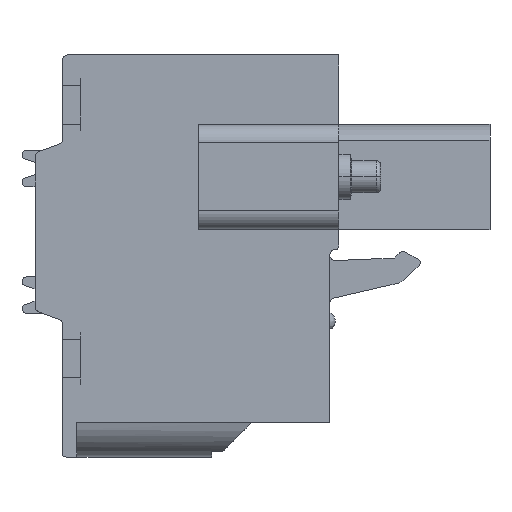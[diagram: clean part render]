
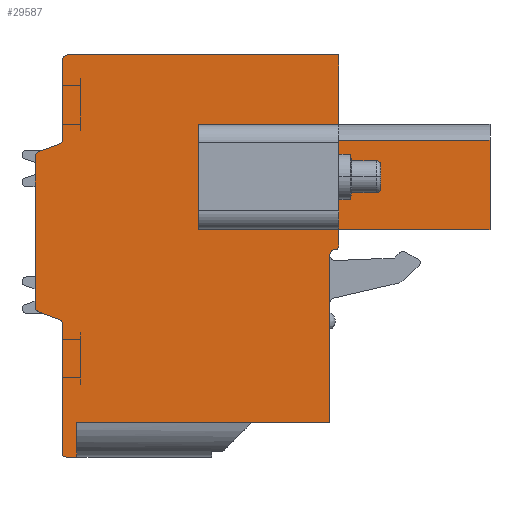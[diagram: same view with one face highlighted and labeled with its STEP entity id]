
A CAD part, front view. The second image highlights one B-rep face of the part: STEP entity #29587.
In plain terms, the highlighted planar face has unit normal (0, -1, 0).
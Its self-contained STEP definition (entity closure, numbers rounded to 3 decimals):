
#480=DIRECTION('',(-1.,0.,0.));
#481=VECTOR('',#480,6.3);
#482=CARTESIAN_POINT('',(2.781,-121.82,1.9));
#483=LINE('',#482,#481);
#484=DIRECTION('',(1.,0.,0.));
#485=VECTOR('',#484,6.3);
#486=CARTESIAN_POINT('',(-3.519,-121.82,7.65));
#487=LINE('',#486,#485);
#488=DIRECTION('',(0.,0.,1.));
#489=VECTOR('',#488,5.75);
#490=CARTESIAN_POINT('',(-3.519,-121.82,1.9));
#491=LINE('',#490,#489);
#492=DIRECTION('',(0.,0.,-1.));
#493=VECTOR('',#492,4.7);
#494=CARTESIAN_POINT('',(4.181,-121.82,11.475));
#495=LINE('',#494,#493);
#496=DIRECTION('',(-1.,0.,0.));
#497=VECTOR('',#496,8.3);
#498=CARTESIAN_POINT('',(12.481,-121.82,6.775));
#499=LINE('',#498,#497);
#500=DIRECTION('',(0.,0.,-1.));
#501=VECTOR('',#500,4.9);
#502=CARTESIAN_POINT('',(12.481,-121.82,6.775));
#503=LINE('',#502,#501);
#504=DIRECTION('',(-1.,0.,0.));
#505=VECTOR('',#504,8.3);
#506=CARTESIAN_POINT('',(12.481,-121.82,1.875));
#507=LINE('',#506,#505);
#508=DIRECTION('',(0.,0.,-1.));
#509=VECTOR('',#508,0.901);
#510=CARTESIAN_POINT('',(4.181,-121.82,1.875));
#511=LINE('',#510,#509);
#512=CARTESIAN_POINT('',(3.981,-121.82,0.974));
#513=DIRECTION('',(0.,1.,0.));
#514=DIRECTION('',(1.,0.,0.));
#515=AXIS2_PLACEMENT_3D('',#512,#513,#514);
#517=CARTESIAN_POINT('',(3.981,-121.82,0.474));
#518=DIRECTION('',(0.,-1.,0.));
#519=DIRECTION('',(0.,0.,1.));
#520=AXIS2_PLACEMENT_3D('',#517,#518,#519);
#522=DIRECTION('',(-1.,0.,0.));
#523=VECTOR('',#522,13.9);
#524=CARTESIAN_POINT('',(3.681,-121.82,-8.725));
#525=LINE('',#524,#523);
#526=DIRECTION('',(0.,0.,-1.));
#527=VECTOR('',#526,1.9);
#528=CARTESIAN_POINT('',(-10.219,-121.82,-8.725));
#529=LINE('',#528,#527);
#530=DIRECTION('',(-1.,0.,0.));
#531=VECTOR('',#530,0.6);
#532=CARTESIAN_POINT('',(-10.219,-121.82,-10.625));
#533=LINE('',#532,#531);
#534=CARTESIAN_POINT('',(-10.819,-121.82,-10.425));
#535=DIRECTION('',(0.,1.,0.));
#536=DIRECTION('',(0.,0.,-1.));
#537=AXIS2_PLACEMENT_3D('',#534,#535,#536);
#539=DIRECTION('',(0.,0.,1.));
#540=VECTOR('',#539,7.095);
#541=CARTESIAN_POINT('',(-11.019,-121.82,-10.425));
#542=LINE('',#541,#540);
#543=CARTESIAN_POINT('',(-11.319,-121.82,-3.33));
#544=DIRECTION('',(0.,-1.,0.));
#545=DIRECTION('',(1.,0.,0.));
#546=AXIS2_PLACEMENT_3D('',#543,#544,#545);
#548=DIRECTION('',(-0.94,0.,0.342));
#549=VECTOR('',#548,1.176);
#550=CARTESIAN_POINT('',(-11.216,-121.82,-3.048));
#551=LINE('',#550,#549);
#552=CARTESIAN_POINT('',(-12.219,-121.82,-2.364));
#553=DIRECTION('',(0.,1.,0.));
#554=DIRECTION('',(-0.342,0.,-0.94));
#555=AXIS2_PLACEMENT_3D('',#552,#553,#554);
#557=DIRECTION('',(0.,0.,1.));
#558=VECTOR('',#557,8.238);
#559=CARTESIAN_POINT('',(-12.519,-121.82,-2.364));
#560=LINE('',#559,#558);
#561=CARTESIAN_POINT('',(-12.219,-121.82,5.874));
#562=DIRECTION('',(0.,1.,0.));
#563=DIRECTION('',(-1.,0.,0.));
#564=AXIS2_PLACEMENT_3D('',#561,#562,#563);
#566=DIRECTION('',(0.94,0.,0.342));
#567=VECTOR('',#566,1.176);
#568=CARTESIAN_POINT('',(-12.321,-121.82,6.156));
#569=LINE('',#568,#567);
#570=CARTESIAN_POINT('',(-11.319,-121.82,6.84));
#571=DIRECTION('',(0.,-1.,0.));
#572=DIRECTION('',(0.342,0.,-0.94));
#573=AXIS2_PLACEMENT_3D('',#570,#571,#572);
#575=DIRECTION('',(0.,0.,1.));
#576=VECTOR('',#575,4.335);
#577=CARTESIAN_POINT('',(-11.019,-121.82,6.84));
#578=LINE('',#577,#576);
#579=CARTESIAN_POINT('',(-10.719,-121.82,11.175));
#580=DIRECTION('',(0.,1.,0.));
#581=DIRECTION('',(-1.,0.,0.));
#582=AXIS2_PLACEMENT_3D('',#579,#580,#581);
#584=DIRECTION('',(1.,0.,0.));
#585=VECTOR('',#584,14.9);
#586=CARTESIAN_POINT('',(-10.719,-121.82,11.475));
#587=LINE('',#586,#585);
#742=DIRECTION('',(0.,0.,1.));
#743=VECTOR('',#742,5.75);
#744=CARTESIAN_POINT('',(2.781,-121.82,1.9));
#745=LINE('',#744,#743);
#5049=DIRECTION('',(0.,0.,1.));
#5050=VECTOR('',#5049,9.199);
#5051=CARTESIAN_POINT('',(3.681,-121.82,-8.725));
#5052=LINE('',#5051,#5050);
#22459=CARTESIAN_POINT('',(-12.519,-121.82,-2.364));
#22460=CARTESIAN_POINT('',(-12.519,-121.82,5.874));
#22461=VERTEX_POINT('',#22459);
#22462=VERTEX_POINT('',#22460);
#22463=CARTESIAN_POINT('',(-12.321,-121.82,6.156));
#22464=VERTEX_POINT('',#22463);
#22465=CARTESIAN_POINT('',(-11.216,-121.82,6.558));
#22466=VERTEX_POINT('',#22465);
#22467=CARTESIAN_POINT('',(-11.019,-121.82,6.84));
#22468=VERTEX_POINT('',#22467);
#22469=CARTESIAN_POINT('',(-11.019,-121.82,11.175));
#22470=VERTEX_POINT('',#22469);
#22471=CARTESIAN_POINT('',(-10.719,-121.82,11.475));
#22472=VERTEX_POINT('',#22471);
#22473=CARTESIAN_POINT('',(4.181,-121.82,11.475));
#22474=VERTEX_POINT('',#22473);
#22475=CARTESIAN_POINT('',(3.681,-121.82,-8.725));
#22476=CARTESIAN_POINT('',(-10.219,-121.82,-8.725));
#22477=VERTEX_POINT('',#22475);
#22478=VERTEX_POINT('',#22476);
#22479=CARTESIAN_POINT('',(-10.219,-121.82,-10.625));
#22480=VERTEX_POINT('',#22479);
#22481=CARTESIAN_POINT('',(-10.819,-121.82,-10.625));
#22482=VERTEX_POINT('',#22481);
#22483=CARTESIAN_POINT('',(-11.019,-121.82,-10.425));
#22484=VERTEX_POINT('',#22483);
#22485=CARTESIAN_POINT('',(-11.019,-121.82,-3.33));
#22486=VERTEX_POINT('',#22485);
#22487=CARTESIAN_POINT('',(-11.216,-121.82,-3.048));
#22488=VERTEX_POINT('',#22487);
#22489=CARTESIAN_POINT('',(-12.321,-121.82,-2.646));
#22490=VERTEX_POINT('',#22489);
#22501=CARTESIAN_POINT('',(4.181,-121.82,0.974));
#22502=CARTESIAN_POINT('',(3.981,-121.82,0.774));
#22503=VERTEX_POINT('',#22501);
#22504=VERTEX_POINT('',#22502);
#22505=CARTESIAN_POINT('',(4.181,-121.82,1.875));
#22506=VERTEX_POINT('',#22505);
#22507=CARTESIAN_POINT('',(3.681,-121.82,0.474));
#22508=VERTEX_POINT('',#22507);
#22509=CARTESIAN_POINT('',(12.481,-121.82,1.875));
#22510=VERTEX_POINT('',#22509);
#23733=CARTESIAN_POINT('',(12.481,-121.82,6.775));
#23734=VERTEX_POINT('',#23733);
#28940=CARTESIAN_POINT('',(-3.519,-121.82,1.9));
#28941=CARTESIAN_POINT('',(-3.519,-121.82,7.65));
#28942=VERTEX_POINT('',#28940);
#28943=VERTEX_POINT('',#28941);
#28962=CARTESIAN_POINT('',(2.781,-121.82,1.9));
#28963=CARTESIAN_POINT('',(2.781,-121.82,7.65));
#28964=VERTEX_POINT('',#28962);
#28965=VERTEX_POINT('',#28963);
#28978=CARTESIAN_POINT('',(4.181,-121.82,6.775));
#28979=VERTEX_POINT('',#28978);
#29525=CARTESIAN_POINT('',(0.,-121.82,0.));
#29526=DIRECTION('',(0.,1.,0.));
#29527=DIRECTION('',(1.,0.,0.));
#29528=AXIS2_PLACEMENT_3D('',#29525,#29526,#29527);
#29529=PLANE('',#29528);
#29530=ORIENTED_EDGE('',*,*,#29245,.T.);
#29532=ORIENTED_EDGE('',*,*,#29531,.F.);
#29534=ORIENTED_EDGE('',*,*,#29533,.T.);
#29536=ORIENTED_EDGE('',*,*,#29535,.T.);
#29538=ORIENTED_EDGE('',*,*,#29537,.T.);
#29540=ORIENTED_EDGE('',*,*,#29539,.T.);
#29542=ORIENTED_EDGE('',*,*,#29541,.T.);
#29544=ORIENTED_EDGE('',*,*,#29543,.F.);
#29546=ORIENTED_EDGE('',*,*,#29545,.T.);
#29548=ORIENTED_EDGE('',*,*,#29547,.T.);
#29550=ORIENTED_EDGE('',*,*,#29549,.T.);
#29552=ORIENTED_EDGE('',*,*,#29551,.T.);
#29554=ORIENTED_EDGE('',*,*,#29553,.T.);
#29556=ORIENTED_EDGE('',*,*,#29555,.T.);
#29558=ORIENTED_EDGE('',*,*,#29557,.T.);
#29560=ORIENTED_EDGE('',*,*,#29559,.T.);
#29562=ORIENTED_EDGE('',*,*,#29561,.T.);
#29564=ORIENTED_EDGE('',*,*,#29563,.T.);
#29566=ORIENTED_EDGE('',*,*,#29565,.T.);
#29568=ORIENTED_EDGE('',*,*,#29567,.T.);
#29570=ORIENTED_EDGE('',*,*,#29569,.T.);
#29572=ORIENTED_EDGE('',*,*,#29571,.T.);
#29574=ORIENTED_EDGE('',*,*,#29573,.T.);
#29575=EDGE_LOOP('',(#29530,#29532,#29534,#29536,#29538,#29540,#29542,#29544,
#29546,#29548,#29550,#29552,#29554,#29556,#29558,#29560,#29562,#29564,#29566,
#29568,#29570,#29572,#29574));
#29576=FACE_OUTER_BOUND('',#29575,.F.);
#29578=ORIENTED_EDGE('',*,*,#29577,.F.);
#29580=ORIENTED_EDGE('',*,*,#29579,.T.);
#29582=ORIENTED_EDGE('',*,*,#29581,.F.);
#29584=ORIENTED_EDGE('',*,*,#29583,.F.);
#29585=EDGE_LOOP('',(#29578,#29580,#29582,#29584));
#29586=FACE_BOUND('',#29585,.F.);
#29587=ADVANCED_FACE('',(#29576,#29586),#29529,.F.);
#516=CIRCLE('',#515,0.2);
#521=CIRCLE('',#520,0.3);
#538=CIRCLE('',#537,0.2);
#547=CIRCLE('',#546,0.3);
#556=CIRCLE('',#555,0.3);
#565=CIRCLE('',#564,0.3);
#574=CIRCLE('',#573,0.3);
#583=CIRCLE('',#582,0.3);
#29245=EDGE_CURVE('',#22474,#28979,#495,.T.);
#29531=EDGE_CURVE('',#23734,#28979,#499,.T.);
#29533=EDGE_CURVE('',#23734,#22510,#503,.T.);
#29535=EDGE_CURVE('',#22510,#22506,#507,.T.);
#29537=EDGE_CURVE('',#22506,#22503,#511,.T.);
#29539=EDGE_CURVE('',#22503,#22504,#516,.T.);
#29541=EDGE_CURVE('',#22504,#22508,#521,.T.);
#29543=EDGE_CURVE('',#22477,#22508,#5052,.T.);
#29545=EDGE_CURVE('',#22477,#22478,#525,.T.);
#29547=EDGE_CURVE('',#22478,#22480,#529,.T.);
#29549=EDGE_CURVE('',#22480,#22482,#533,.T.);
#29551=EDGE_CURVE('',#22482,#22484,#538,.T.);
#29553=EDGE_CURVE('',#22484,#22486,#542,.T.);
#29555=EDGE_CURVE('',#22486,#22488,#547,.T.);
#29557=EDGE_CURVE('',#22488,#22490,#551,.T.);
#29559=EDGE_CURVE('',#22490,#22461,#556,.T.);
#29561=EDGE_CURVE('',#22461,#22462,#560,.T.);
#29563=EDGE_CURVE('',#22462,#22464,#565,.T.);
#29565=EDGE_CURVE('',#22464,#22466,#569,.T.);
#29567=EDGE_CURVE('',#22466,#22468,#574,.T.);
#29569=EDGE_CURVE('',#22468,#22470,#578,.T.);
#29571=EDGE_CURVE('',#22470,#22472,#583,.T.);
#29573=EDGE_CURVE('',#22472,#22474,#587,.T.);
#29577=EDGE_CURVE('',#28964,#28942,#483,.T.);
#29579=EDGE_CURVE('',#28964,#28965,#745,.T.);
#29581=EDGE_CURVE('',#28943,#28965,#487,.T.);
#29583=EDGE_CURVE('',#28942,#28943,#491,.T.);
